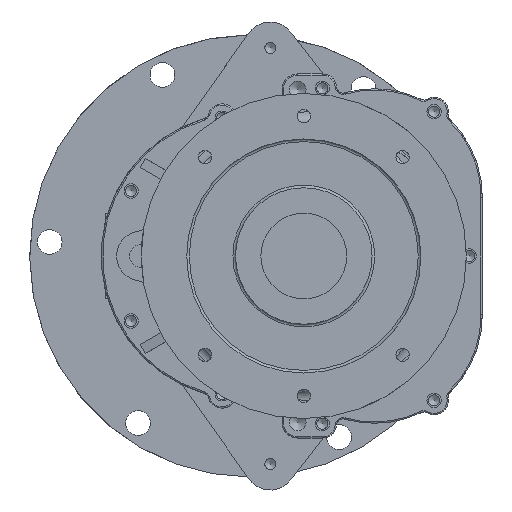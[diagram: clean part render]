
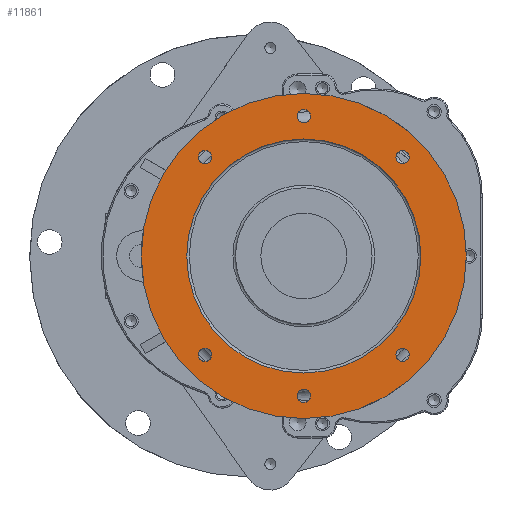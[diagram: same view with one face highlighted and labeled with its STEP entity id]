
A CAD part, left-side view. The second image highlights one B-rep face of the part: STEP entity #11861.
In plain terms, the highlighted planar face has unit normal (-1, 0, 0).
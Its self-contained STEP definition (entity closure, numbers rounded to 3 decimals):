
#413 = EDGE_LOOP ( 'NONE', ( #18199 ) ) ;
#832 = DIRECTION ( 'NONE',  ( 0., 0., 1. ) ) ;
#877 = DIRECTION ( 'NONE',  ( 0., 0., 1. ) ) ;
#934 = DIRECTION ( 'NONE',  ( -1., 0., 0. ) ) ;
#1019 = CIRCLE ( 'NONE', #13353, 5.1 ) ;
#1070 = AXIS2_PLACEMENT_3D ( 'NONE', #7735, #15236, #4741 ) ;
#1291 = VERTEX_POINT ( 'NONE', #14598 ) ;
#1590 = CARTESIAN_POINT ( 'NONE',  ( -18., 0., 125. ) ) ;
#1609 = DIRECTION ( 'NONE',  ( 0., 0., 1. ) ) ;
#1696 = VERTEX_POINT ( 'NONE', #18192 ) ;
#1862 = EDGE_CURVE ( 'NONE', #8253, #8253, #18970, .T. ) ;
#1910 = FACE_BOUND ( 'NONE', #413, .T. ) ;
#2253 = EDGE_CURVE ( 'NONE', #8447, #8447, #14947, .T. ) ;
#2436 = EDGE_CURVE ( 'NONE', #5259, #5259, #7586, .T. ) ;
#2566 = DIRECTION ( 'NONE',  ( -1., 0., 0. ) ) ;
#2863 = VERTEX_POINT ( 'NONE', #10288 ) ;
#3078 = FACE_BOUND ( 'NONE', #16957, .T. ) ;
#3305 = AXIS2_PLACEMENT_3D ( 'NONE', #16633, #5319, #877 ) ;
#3398 = CIRCLE ( 'NONE', #12004, 5.1 ) ;
#3582 = AXIS2_PLACEMENT_3D ( 'NONE', #9826, #934, #12593 ) ;
#3933 = DIRECTION ( 'NONE',  ( -1., 0., 0. ) ) ;
#4422 = ORIENTED_EDGE ( 'NONE', *, *, #17217, .F. ) ;
#4612 = PLANE ( 'NONE',  #18986 ) ;
#4709 = FACE_OUTER_BOUND ( 'NONE', #11219, .T. ) ;
#4741 = DIRECTION ( 'NONE',  ( 0., 0., 1. ) ) ;
#5173 = EDGE_LOOP ( 'NONE', ( #10426 ) ) ;
#5238 = AXIS2_PLACEMENT_3D ( 'NONE', #16841, #2566, #8151 ) ;
#5259 = VERTEX_POINT ( 'NONE', #17125 ) ;
#5319 = DIRECTION ( 'NONE',  ( -1., 0., 0. ) ) ;
#5462 = CARTESIAN_POINT ( 'NONE',  ( -18., 0., 0. ) ) ;
#5620 = DIRECTION ( 'NONE',  ( 0., 0., 1. ) ) ;
#5651 = DIRECTION ( 'NONE',  ( 0., 0., 1. ) ) ;
#6094 = EDGE_CURVE ( 'NONE', #7282, #7282, #11088, .T. ) ;
#6333 = FACE_BOUND ( 'NONE', #18232, .T. ) ;
#7282 = VERTEX_POINT ( 'NONE', #7482 ) ;
#7482 = CARTESIAN_POINT ( 'NONE',  ( -18., 0., -102.4 ) ) ;
#7570 = CIRCLE ( 'NONE', #11558, 125. ) ;
#7586 = CIRCLE ( 'NONE', #3582, 5.1 ) ;
#7606 = FACE_BOUND ( 'NONE', #15883, .T. ) ;
#7660 = ORIENTED_EDGE ( 'NONE', *, *, #11790, .T. ) ;
#7735 = CARTESIAN_POINT ( 'NONE',  ( -18., -76.014, -76.014 ) ) ;
#8151 = DIRECTION ( 'NONE',  ( 0., 0., 1. ) ) ;
#8253 = VERTEX_POINT ( 'NONE', #9709 ) ;
#8447 = VERTEX_POINT ( 'NONE', #16935 ) ;
#8824 = DIRECTION ( 'NONE',  ( -1., 0., 0. ) ) ;
#8990 = EDGE_CURVE ( 'NONE', #2863, #2863, #1019, .T. ) ;
#9295 = DIRECTION ( 'NONE',  ( 0., 0., 1. ) ) ;
#9709 = CARTESIAN_POINT ( 'NONE',  ( -18., -76.014, 81.114 ) ) ;
#9826 = CARTESIAN_POINT ( 'NONE',  ( -18., 76.014, -76.014 ) ) ;
#10288 = CARTESIAN_POINT ( 'NONE',  ( -18., 76.014, 81.114 ) ) ;
#10333 = AXIS2_PLACEMENT_3D ( 'NONE', #15157, #18073, #9295 ) ;
#10426 = ORIENTED_EDGE ( 'NONE', *, *, #8990, .F. ) ;
#10599 = CARTESIAN_POINT ( 'NONE',  ( -18., -125., 0. ) ) ;
#11088 = CIRCLE ( 'NONE', #5238, 5.1 ) ;
#11219 = EDGE_LOOP ( 'NONE', ( #7660 ) ) ;
#11558 = AXIS2_PLACEMENT_3D ( 'NONE', #5462, #16182, #5651 ) ;
#11616 = CARTESIAN_POINT ( 'NONE',  ( -18., 0., 107.5 ) ) ;
#11671 = ORIENTED_EDGE ( 'NONE', *, *, #6094, .F. ) ;
#11790 = EDGE_CURVE ( 'NONE', #12950, #12950, #7570, .T. ) ;
#11861 = ADVANCED_FACE ( 'NONE', ( #7606, #3078, #15105, #6333, #15198, #17830, #1910, #4709 ), #4612, .T. ) ;
#12004 = AXIS2_PLACEMENT_3D ( 'NONE', #11616, #8824, #5620 ) ;
#12469 = EDGE_CURVE ( 'NONE', #1291, #1291, #17762, .T. ) ;
#12593 = DIRECTION ( 'NONE',  ( 0., 0., 1. ) ) ;
#12950 = VERTEX_POINT ( 'NONE', #1590 ) ;
#13199 = ORIENTED_EDGE ( 'NONE', *, *, #2253, .F. ) ;
#13353 = AXIS2_PLACEMENT_3D ( 'NONE', #14046, #3933, #832 ) ;
#14046 = CARTESIAN_POINT ( 'NONE',  ( -18., 76.014, 76.014 ) ) ;
#14199 = EDGE_LOOP ( 'NONE', ( #13199 ) ) ;
#14598 = CARTESIAN_POINT ( 'NONE',  ( -18., 0., 90. ) ) ;
#14947 = CIRCLE ( 'NONE', #1070, 5.1 ) ;
#15105 = FACE_BOUND ( 'NONE', #14199, .T. ) ;
#15157 = CARTESIAN_POINT ( 'NONE',  ( -18., -76.014, 76.014 ) ) ;
#15198 = FACE_BOUND ( 'NONE', #5173, .T. ) ;
#15236 = DIRECTION ( 'NONE',  ( -1., 0., 0. ) ) ;
#15883 = EDGE_LOOP ( 'NONE', ( #11671 ) ) ;
#16182 = DIRECTION ( 'NONE',  ( -1., 0., 0. ) ) ;
#16184 = EDGE_LOOP ( 'NONE', ( #16709 ) ) ;
#16278 = DIRECTION ( 'NONE',  ( -1., 0., 0. ) ) ;
#16633 = CARTESIAN_POINT ( 'NONE',  ( -18., 0., 0. ) ) ;
#16709 = ORIENTED_EDGE ( 'NONE', *, *, #2436, .F. ) ;
#16841 = CARTESIAN_POINT ( 'NONE',  ( -18., 0., -107.5 ) ) ;
#16935 = CARTESIAN_POINT ( 'NONE',  ( -18., -76.014, -70.914 ) ) ;
#16957 = EDGE_LOOP ( 'NONE', ( #4422 ) ) ;
#17125 = CARTESIAN_POINT ( 'NONE',  ( -18., 76.014, -70.914 ) ) ;
#17217 = EDGE_CURVE ( 'NONE', #1696, #1696, #3398, .T. ) ;
#17762 = CIRCLE ( 'NONE', #3305, 90. ) ;
#17830 = FACE_BOUND ( 'NONE', #16184, .T. ) ;
#18073 = DIRECTION ( 'NONE',  ( -1., 0., 0. ) ) ;
#18192 = CARTESIAN_POINT ( 'NONE',  ( -18., 0., 112.6 ) ) ;
#18199 = ORIENTED_EDGE ( 'NONE', *, *, #12469, .F. ) ;
#18232 = EDGE_LOOP ( 'NONE', ( #18526 ) ) ;
#18526 = ORIENTED_EDGE ( 'NONE', *, *, #1862, .F. ) ;
#18970 = CIRCLE ( 'NONE', #10333, 5.1 ) ;
#18986 = AXIS2_PLACEMENT_3D ( 'NONE', #10599, #16278, #1609 ) ;
